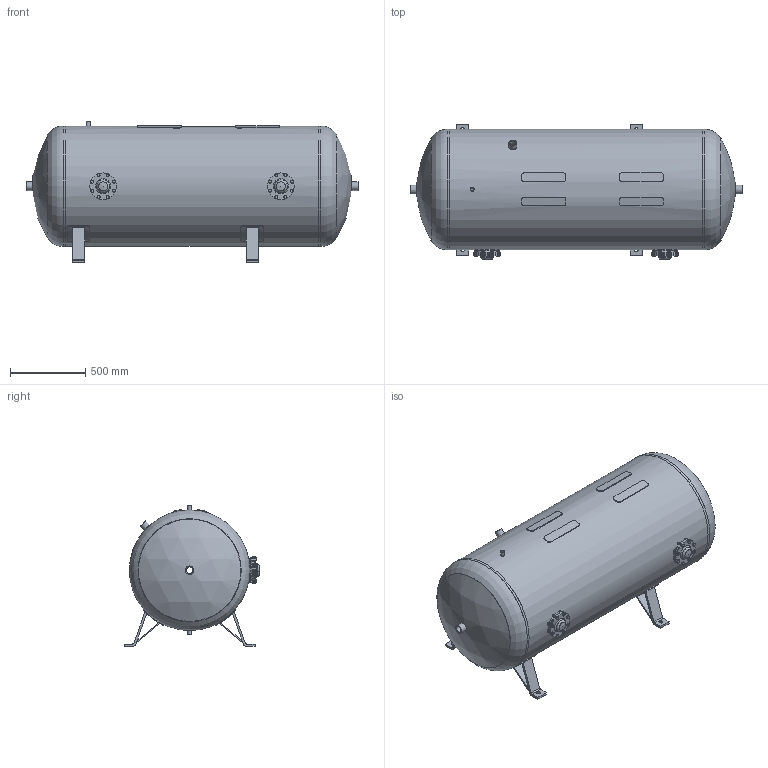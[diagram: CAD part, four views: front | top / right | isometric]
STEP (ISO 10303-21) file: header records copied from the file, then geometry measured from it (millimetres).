
FILE_DESCRIPTION(/* description */ (''),/* implementation_level */ '2;1');
FILE_NAME(/* name */ 'MB 101095-0.1000.stp',/* time_stamp */ '2024-03-15T08:37:27+01:00',/* author */ ('m.ebener'),/* organization */ (''),/* preprocessor_version */ 'ST-DEVELOPER v16.1',/* originating_system */ 'Autodesk Inventor 2016',/* authorisation */ '');
FILE_SCHEMA (('AUTOMOTIVE_DESIGN { 1 0 10303 214 3 1 1 }'));
Length unit declared in the file: millimetre
Products named in the file (13): Mantel; Behälterfuß; Ring; Dichtung; Deckel; DIN 934 - M12 x 1,75; DIN 933 - M12  x 40; Reinigungsverschluß - 100mm; Standardmuffe - G 1_2; Standardmuffe - G 1 1_4; Boden; Standardmuffe - G 1 1_2; MB 101095-0.1000
Assembly tree (31 placements, depth 3):
  MB 101095-0.1000
    Mantel
    Behälterfuß  x2
    Reinigungsverschluß - 100mm  x2
      Ring
      Dichtung
      Deckel
      DIN 934 - M12 x 1,75
      DIN 933 - M12  x 40
    Standardmuffe - G 1_2  x2
    Standardmuffe - G 1 1_4
    Boden  x2
    Standardmuffe - G 1 1_2  x2
Bounding box: 2204.72 x 902 x 933.77 mm (x, y, z)
Volume: 32083120 mm3; surface area: 12304263.4 mm2
Topology: 50 solids, 50 shells, 823 faces, 1864 edges, 1181 vertices
Faces by surface type: plane 400, cylinder 203, cone 192, torus 20, bspline 4, sphere 4
Full cylindrical faces by diameter (mm): 10.106 x16, 11.053 x16, 12 x32, 14 x32, 17.2 x16, 18.631 x2, 24 x4, 26.9 x4, 38.952 x1, 44.845 x2, 51 x2, 57 x4, 100 x2, 117 x4, 137 x2, 177 x6, 790 x3, 800 x3
Entity records: 6791 total; most frequent: CARTESIAN_POINT 1992, DIRECTION 948, ORIENTED_EDGE 790, AXIS2_PLACEMENT_3D 399, EDGE_CURVE 393, EDGE_LOOP 358, VERTEX_POINT 299, FACE_OUTER_BOUND 198
